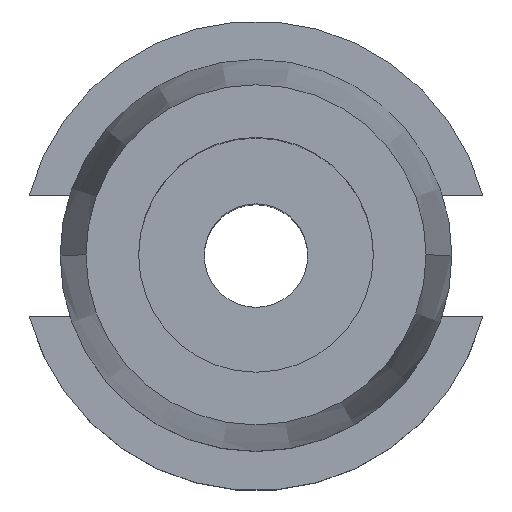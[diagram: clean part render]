
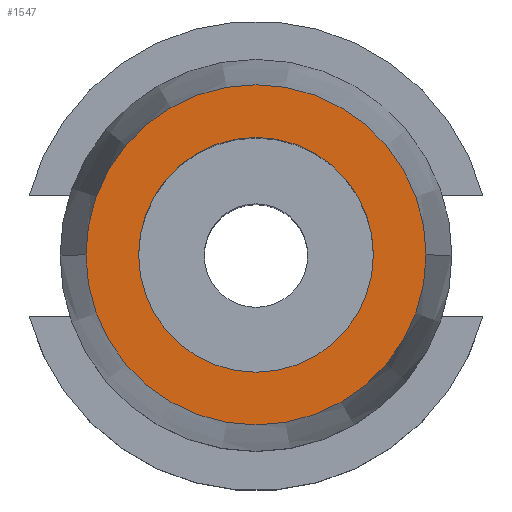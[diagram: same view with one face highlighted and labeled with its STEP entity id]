
A CAD part, top view. The second image highlights one B-rep face of the part: STEP entity #1547.
In plain terms, the highlighted planar face has unit normal (0, 0, 1).
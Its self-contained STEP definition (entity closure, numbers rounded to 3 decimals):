
#10 = CARTESIAN_POINT ( 'NONE',  ( 0., 0., 101.6 ) ) ;
#24 = DIRECTION ( 'NONE',  ( 1., 0., 0. ) ) ;
#48 = DIRECTION ( 'NONE',  ( 0., 0., 1. ) ) ;
#77 = CARTESIAN_POINT ( 'NONE',  ( 23., 0., 101.6 ) ) ;
#134 = DIRECTION ( 'NONE',  ( 0., 0., -1. ) ) ;
#147 = FACE_OUTER_BOUND ( 'NONE', #1269, .T. ) ;
#166 = CARTESIAN_POINT ( 'NONE',  ( 0., 23., 101.6 ) ) ;
#268 = EDGE_CURVE ( 'NONE', #1633, #333, #659, .T. ) ;
#333 = VERTEX_POINT ( 'NONE', #77 ) ;
#356 = CIRCLE ( 'NONE', #816, 15.875 ) ;
#384 = DIRECTION ( 'NONE',  ( -1., 0., 0. ) ) ;
#400 = CARTESIAN_POINT ( 'NONE',  ( 0., 0., 101.6 ) ) ;
#420 = DIRECTION ( 'NONE',  ( -1., 0., 0. ) ) ;
#468 = EDGE_CURVE ( 'NONE', #1073, #944, #979, .T. ) ;
#477 = EDGE_CURVE ( 'NONE', #333, #1633, #1019, .T. ) ;
#541 = ORIENTED_EDGE ( 'NONE', *, *, #468, .T. ) ;
#600 = DIRECTION ( 'NONE',  ( -1., 0., 0. ) ) ;
#659 = CIRCLE ( 'NONE', #1636, 23. ) ;
#767 = EDGE_CURVE ( 'NONE', #944, #1073, #356, .T. ) ;
#808 = PLANE ( 'NONE',  #809 ) ;
#809 = AXIS2_PLACEMENT_3D ( 'NONE', #166, #48, #24 ) ;
#812 = DIRECTION ( 'NONE',  ( 0., 0., -1. ) ) ;
#816 = AXIS2_PLACEMENT_3D ( 'NONE', #400, #1413, #1587 ) ;
#872 = CARTESIAN_POINT ( 'NONE',  ( -23., 0., 101.6 ) ) ;
#882 = ORIENTED_EDGE ( 'NONE', *, *, #477, .F. ) ;
#911 = DIRECTION ( 'NONE',  ( 0., 0., -1. ) ) ;
#944 = VERTEX_POINT ( 'NONE', #1568 ) ;
#979 = CIRCLE ( 'NONE', #1022, 15.875 ) ;
#981 = CARTESIAN_POINT ( 'NONE',  ( 0., 0., 101.6 ) ) ;
#1019 = CIRCLE ( 'NONE', #1211, 23. ) ;
#1022 = AXIS2_PLACEMENT_3D ( 'NONE', #1237, #134, #600 ) ;
#1073 = VERTEX_POINT ( 'NONE', #1189 ) ;
#1143 = FACE_BOUND ( 'NONE', #1379, .T. ) ;
#1189 = CARTESIAN_POINT ( 'NONE',  ( -15.875, 0., 101.6 ) ) ;
#1211 = AXIS2_PLACEMENT_3D ( 'NONE', #981, #812, #384 ) ;
#1237 = CARTESIAN_POINT ( 'NONE',  ( 0., 0., 101.6 ) ) ;
#1250 = ORIENTED_EDGE ( 'NONE', *, *, #767, .T. ) ;
#1269 = EDGE_LOOP ( 'NONE', ( #1586, #882 ) ) ;
#1379 = EDGE_LOOP ( 'NONE', ( #541, #1250 ) ) ;
#1413 = DIRECTION ( 'NONE',  ( 0., 0., -1. ) ) ;
#1547 = ADVANCED_FACE ( 'NONE', ( #1143, #147 ), #808, .T. ) ;
#1568 = CARTESIAN_POINT ( 'NONE',  ( 15.875, 0., 101.6 ) ) ;
#1586 = ORIENTED_EDGE ( 'NONE', *, *, #268, .F. ) ;
#1587 = DIRECTION ( 'NONE',  ( -1., 0., 0. ) ) ;
#1633 = VERTEX_POINT ( 'NONE', #872 ) ;
#1636 = AXIS2_PLACEMENT_3D ( 'NONE', #10, #911, #420 ) ;
